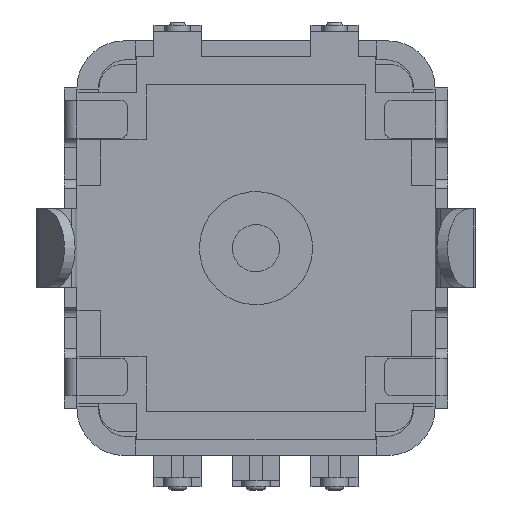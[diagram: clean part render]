
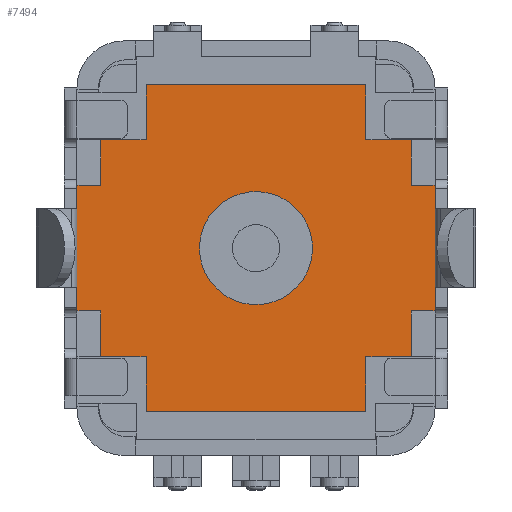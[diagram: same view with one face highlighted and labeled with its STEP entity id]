
A CAD part, front view. The second image highlights one B-rep face of the part: STEP entity #7494.
In plain terms, the highlighted planar face has unit normal (0, -1, 0).
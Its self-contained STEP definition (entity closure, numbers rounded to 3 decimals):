
#58=FACE_BOUND('',#843,.T.);
#89=PLANE('',#8018);
#422=FACE_OUTER_BOUND('',#842,.T.);
#842=EDGE_LOOP('',(#5329,#5330,#5331,#5332,#5333,#5334,#5335,#5336,#5337,
#5338,#5339,#5340,#5341,#5342,#5343,#5344,#5345,#5346,#5347,#5348,#5349,
#5350,#5351,#5352));
#843=EDGE_LOOP('',(#5353));
#1236=CIRCLE('',#7902,1.8);
#1576=LINE('',#12538,#2442);
#1577=LINE('',#12542,#2443);
#1578=LINE('',#12544,#2444);
#1579=LINE('',#12546,#2445);
#1580=LINE('',#12548,#2446);
#1581=LINE('',#12550,#2447);
#1582=LINE('',#12552,#2448);
#1583=LINE('',#12554,#2449);
#1584=LINE('',#12556,#2450);
#1585=LINE('',#12558,#2451);
#1586=LINE('',#12560,#2452);
#1587=LINE('',#12562,#2453);
#1588=LINE('',#12563,#2454);
#1589=LINE('',#12565,#2455);
#1590=LINE('',#12567,#2456);
#1591=LINE('',#12569,#2457);
#1592=LINE('',#12571,#2458);
#1593=LINE('',#12573,#2459);
#1594=LINE('',#12575,#2460);
#1595=LINE('',#12577,#2461);
#1596=LINE('',#12579,#2462);
#1597=LINE('',#12581,#2463);
#1598=LINE('',#12583,#2464);
#1599=LINE('',#12584,#2465);
#2442=VECTOR('',#8895,2.5);
#2443=VECTOR('',#8898,2.5);
#2444=VECTOR('',#8899,0.75);
#2445=VECTOR('',#8900,0.75);
#2446=VECTOR('',#8901,1.45);
#2447=VECTOR('',#8902,1.45);
#2448=VECTOR('',#8903,1.75);
#2449=VECTOR('',#8904,7.);
#2450=VECTOR('',#8905,1.75);
#2451=VECTOR('',#8906,1.45);
#2452=VECTOR('',#8907,1.45);
#2453=VECTOR('',#8908,0.75);
#2454=VECTOR('',#8909,0.75);
#2455=VECTOR('',#8910,0.75);
#2456=VECTOR('',#8911,0.75);
#2457=VECTOR('',#8912,1.45);
#2458=VECTOR('',#8913,1.45);
#2459=VECTOR('',#8914,1.75);
#2460=VECTOR('',#8915,7.);
#2461=VECTOR('',#8916,1.75);
#2462=VECTOR('',#8917,1.45);
#2463=VECTOR('',#8918,1.45);
#2464=VECTOR('',#8919,0.75);
#2465=VECTOR('',#8920,0.75);
#3253=VERTEX_POINT('',#12170);
#3386=VERTEX_POINT('',#12511);
#3394=VERTEX_POINT('',#12536);
#3395=VERTEX_POINT('',#12540);
#3396=VERTEX_POINT('',#12541);
#3397=VERTEX_POINT('',#12543);
#3398=VERTEX_POINT('',#12545);
#3399=VERTEX_POINT('',#12547);
#3400=VERTEX_POINT('',#12549);
#3401=VERTEX_POINT('',#12551);
#3402=VERTEX_POINT('',#12553);
#3403=VERTEX_POINT('',#12555);
#3404=VERTEX_POINT('',#12557);
#3405=VERTEX_POINT('',#12559);
#3406=VERTEX_POINT('',#12561);
#3407=VERTEX_POINT('',#12564);
#3408=VERTEX_POINT('',#12566);
#3409=VERTEX_POINT('',#12568);
#3410=VERTEX_POINT('',#12570);
#3411=VERTEX_POINT('',#12572);
#3412=VERTEX_POINT('',#12574);
#3413=VERTEX_POINT('',#12576);
#3414=VERTEX_POINT('',#12578);
#3415=VERTEX_POINT('',#12580);
#3416=VERTEX_POINT('',#12582);
#3998=EDGE_CURVE('',#3253,#3253,#1236,.T.);
#4156=EDGE_CURVE('',#3386,#3394,#1576,.T.);
#4157=EDGE_CURVE('',#3395,#3396,#1577,.T.);
#4158=EDGE_CURVE('',#3397,#3395,#1578,.T.);
#4159=EDGE_CURVE('',#3398,#3397,#1579,.T.);
#4160=EDGE_CURVE('',#3399,#3398,#1580,.T.);
#4161=EDGE_CURVE('',#3400,#3399,#1581,.T.);
#4162=EDGE_CURVE('',#3400,#3401,#1582,.T.);
#4163=EDGE_CURVE('',#3401,#3402,#1583,.T.);
#4164=EDGE_CURVE('',#3402,#3403,#1584,.T.);
#4165=EDGE_CURVE('',#3403,#3404,#1585,.T.);
#4166=EDGE_CURVE('',#3405,#3404,#1586,.T.);
#4167=EDGE_CURVE('',#3406,#3405,#1587,.T.);
#4168=EDGE_CURVE('',#3386,#3406,#1588,.T.);
#4169=EDGE_CURVE('',#3407,#3394,#1589,.T.);
#4170=EDGE_CURVE('',#3408,#3407,#1590,.T.);
#4171=EDGE_CURVE('',#3409,#3408,#1591,.T.);
#4172=EDGE_CURVE('',#3410,#3409,#1592,.T.);
#4173=EDGE_CURVE('',#3410,#3411,#1593,.T.);
#4174=EDGE_CURVE('',#3411,#3412,#1594,.T.);
#4175=EDGE_CURVE('',#3412,#3413,#1595,.T.);
#4176=EDGE_CURVE('',#3413,#3414,#1596,.T.);
#4177=EDGE_CURVE('',#3415,#3414,#1597,.T.);
#4178=EDGE_CURVE('',#3416,#3415,#1598,.T.);
#4179=EDGE_CURVE('',#3396,#3416,#1599,.T.);
#5329=ORIENTED_EDGE('',*,*,#4157,.F.);
#5330=ORIENTED_EDGE('',*,*,#4158,.F.);
#5331=ORIENTED_EDGE('',*,*,#4159,.F.);
#5332=ORIENTED_EDGE('',*,*,#4160,.F.);
#5333=ORIENTED_EDGE('',*,*,#4161,.F.);
#5334=ORIENTED_EDGE('',*,*,#4162,.T.);
#5335=ORIENTED_EDGE('',*,*,#4163,.T.);
#5336=ORIENTED_EDGE('',*,*,#4164,.T.);
#5337=ORIENTED_EDGE('',*,*,#4165,.T.);
#5338=ORIENTED_EDGE('',*,*,#4166,.F.);
#5339=ORIENTED_EDGE('',*,*,#4167,.F.);
#5340=ORIENTED_EDGE('',*,*,#4168,.F.);
#5341=ORIENTED_EDGE('',*,*,#4156,.T.);
#5342=ORIENTED_EDGE('',*,*,#4169,.F.);
#5343=ORIENTED_EDGE('',*,*,#4170,.F.);
#5344=ORIENTED_EDGE('',*,*,#4171,.F.);
#5345=ORIENTED_EDGE('',*,*,#4172,.F.);
#5346=ORIENTED_EDGE('',*,*,#4173,.T.);
#5347=ORIENTED_EDGE('',*,*,#4174,.T.);
#5348=ORIENTED_EDGE('',*,*,#4175,.T.);
#5349=ORIENTED_EDGE('',*,*,#4176,.T.);
#5350=ORIENTED_EDGE('',*,*,#4177,.F.);
#5351=ORIENTED_EDGE('',*,*,#4178,.F.);
#5352=ORIENTED_EDGE('',*,*,#4179,.F.);
#5353=ORIENTED_EDGE('',*,*,#3998,.F.);
#7494=ADVANCED_FACE('',(#422,#58),#89,.F.);
#7902=AXIS2_PLACEMENT_3D('',#12171,#8587,#8588);
#8018=AXIS2_PLACEMENT_3D('',#12539,#8896,#8897);
#8587=DIRECTION('center_axis',(0.,-1.,0.));
#8588=DIRECTION('ref_axis',(-1.,0.,0.));
#8895=DIRECTION('',(0.,0.,-1.));
#8896=DIRECTION('center_axis',(0.,1.,0.));
#8897=DIRECTION('ref_axis',(1.,0.,0.));
#8898=DIRECTION('',(0.,0.,-1.));
#8899=DIRECTION('',(0.,0.,-1.));
#8900=DIRECTION('',(1.,0.,0.));
#8901=DIRECTION('',(0.,0.,-1.));
#8902=DIRECTION('',(1.,0.,0.));
#8903=DIRECTION('',(0.,0.,1.));
#8904=DIRECTION('',(-1.,0.,0.));
#8905=DIRECTION('',(0.,0.,-1.));
#8906=DIRECTION('',(-1.,0.,0.));
#8907=DIRECTION('',(0.,0.,1.));
#8908=DIRECTION('',(1.,0.,0.));
#8909=DIRECTION('',(0.,0.,1.));
#8910=DIRECTION('',(0.,0.,1.));
#8911=DIRECTION('',(-1.,0.,0.));
#8912=DIRECTION('',(0.,0.,1.));
#8913=DIRECTION('',(-1.,0.,0.));
#8914=DIRECTION('',(0.,0.,-1.));
#8915=DIRECTION('',(1.,0.,0.));
#8916=DIRECTION('',(0.,0.,1.));
#8917=DIRECTION('',(1.,0.,0.));
#8918=DIRECTION('',(0.,0.,-1.));
#8919=DIRECTION('',(-1.,0.,0.));
#8920=DIRECTION('',(0.,0.,-1.));
#12170=CARTESIAN_POINT('',(-1.796,-5.1,0.113));
#12171=CARTESIAN_POINT('Origin',(0.,-5.1,0.));
#12511=CARTESIAN_POINT('',(-5.7,-5.1,1.25));
#12536=CARTESIAN_POINT('',(-5.7,-5.1,-1.25));
#12538=CARTESIAN_POINT('',(-5.7,-5.1,1.25));
#12539=CARTESIAN_POINT('Origin',(0.,-5.1,0.));
#12540=CARTESIAN_POINT('',(5.7,-5.1,1.25));
#12541=CARTESIAN_POINT('',(5.7,-5.1,-1.25));
#12542=CARTESIAN_POINT('',(5.7,-5.1,1.25));
#12543=CARTESIAN_POINT('',(5.7,-5.1,2.));
#12544=CARTESIAN_POINT('',(5.7,-5.1,2.));
#12545=CARTESIAN_POINT('',(4.95,-5.1,2.));
#12546=CARTESIAN_POINT('',(4.95,-5.1,2.));
#12547=CARTESIAN_POINT('',(4.95,-5.1,3.45));
#12548=CARTESIAN_POINT('',(4.95,-5.1,3.45));
#12549=CARTESIAN_POINT('',(3.5,-5.1,3.45));
#12550=CARTESIAN_POINT('',(3.5,-5.1,3.45));
#12551=CARTESIAN_POINT('',(3.5,-5.1,5.2));
#12552=CARTESIAN_POINT('',(3.5,-5.1,3.45));
#12553=CARTESIAN_POINT('',(-3.5,-5.1,5.2));
#12554=CARTESIAN_POINT('',(3.5,-5.1,5.2));
#12555=CARTESIAN_POINT('',(-3.5,-5.1,3.45));
#12556=CARTESIAN_POINT('',(-3.5,-5.1,5.2));
#12557=CARTESIAN_POINT('',(-4.95,-5.1,3.45));
#12558=CARTESIAN_POINT('',(-3.5,-5.1,3.45));
#12559=CARTESIAN_POINT('',(-4.95,-5.1,2.));
#12560=CARTESIAN_POINT('',(-4.95,-5.1,2.));
#12561=CARTESIAN_POINT('',(-5.7,-5.1,2.));
#12562=CARTESIAN_POINT('',(-5.7,-5.1,2.));
#12563=CARTESIAN_POINT('',(-5.7,-5.1,1.25));
#12564=CARTESIAN_POINT('',(-5.7,-5.1,-2.));
#12565=CARTESIAN_POINT('',(-5.7,-5.1,-2.));
#12566=CARTESIAN_POINT('',(-4.95,-5.1,-2.));
#12567=CARTESIAN_POINT('',(-4.95,-5.1,-2.));
#12568=CARTESIAN_POINT('',(-4.95,-5.1,-3.45));
#12569=CARTESIAN_POINT('',(-4.95,-5.1,-3.45));
#12570=CARTESIAN_POINT('',(-3.5,-5.1,-3.45));
#12571=CARTESIAN_POINT('',(-3.5,-5.1,-3.45));
#12572=CARTESIAN_POINT('',(-3.5,-5.1,-5.2));
#12573=CARTESIAN_POINT('',(-3.5,-5.1,-3.45));
#12574=CARTESIAN_POINT('',(3.5,-5.1,-5.2));
#12575=CARTESIAN_POINT('',(-3.5,-5.1,-5.2));
#12576=CARTESIAN_POINT('',(3.5,-5.1,-3.45));
#12577=CARTESIAN_POINT('',(3.5,-5.1,-5.2));
#12578=CARTESIAN_POINT('',(4.95,-5.1,-3.45));
#12579=CARTESIAN_POINT('',(3.5,-5.1,-3.45));
#12580=CARTESIAN_POINT('',(4.95,-5.1,-2.));
#12581=CARTESIAN_POINT('',(4.95,-5.1,-2.));
#12582=CARTESIAN_POINT('',(5.7,-5.1,-2.));
#12583=CARTESIAN_POINT('',(5.7,-5.1,-2.));
#12584=CARTESIAN_POINT('',(5.7,-5.1,-1.25));
